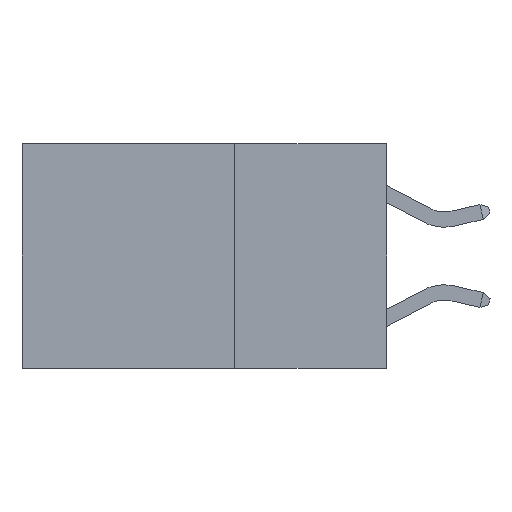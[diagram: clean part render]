
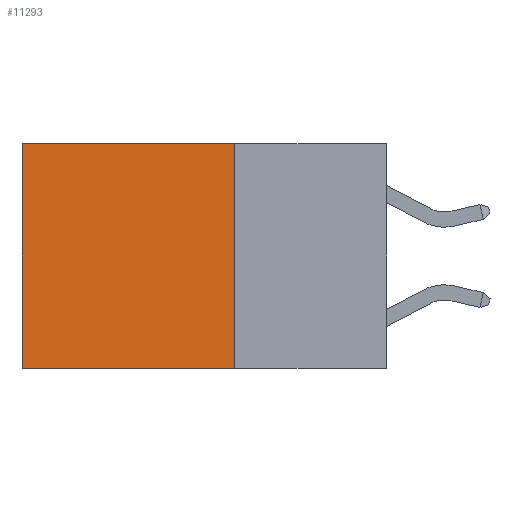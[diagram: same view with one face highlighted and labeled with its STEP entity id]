
A CAD part, left-side view. The second image highlights one B-rep face of the part: STEP entity #11293.
In plain terms, the highlighted planar face has unit normal (-1, 0, 0).
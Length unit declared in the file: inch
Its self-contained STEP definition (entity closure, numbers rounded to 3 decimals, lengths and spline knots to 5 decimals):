
#348 = CARTESIAN_POINT ( 'NONE',  ( 0.2625, 0.25, 0. ) ) ;
#364 = CARTESIAN_POINT ( 'NONE',  ( 0.2625, 0.25, -0.37 ) ) ;
#674 = CARTESIAN_POINT ( 'NONE',  ( 0.2625, 0.25, 0. ) ) ;
#842 = LINE ( 'NONE', #9059, #10428 ) ;
#1724 = DIRECTION ( 'NONE',  ( 0., 0., -1. ) ) ;
#1931 = ORIENTED_EDGE ( 'NONE', *, *, #7390, .F. ) ;
#2070 = ORIENTED_EDGE ( 'NONE', *, *, #5421, .T. ) ;
#2206 = DIRECTION ( 'NONE',  ( 0., 1., 0. ) ) ;
#2208 = LINE ( 'NONE', #348, #6817 ) ;
#2297 = EDGE_LOOP ( 'NONE', ( #9601, #11102, #1931, #2070 ) ) ;
#2885 = LINE ( 'NONE', #6799, #3185 ) ;
#3185 = VECTOR ( 'NONE', #7004, 39.37008 ) ;
#3606 = VERTEX_POINT ( 'NONE', #8852 ) ;
#3641 = EDGE_CURVE ( 'NONE', #9379, #6380, #9790, .T. ) ;
#4312 = DIRECTION ( 'NONE',  ( 1., 0., 0. ) ) ;
#5421 = EDGE_CURVE ( 'NONE', #11357, #3606, #2208, .T. ) ;
#6380 = VERTEX_POINT ( 'NONE', #11878 ) ;
#6799 = CARTESIAN_POINT ( 'NONE',  ( 0.2625, 0.25, 0. ) ) ;
#6817 = VECTOR ( 'NONE', #2206, 39.37008 ) ;
#7004 = DIRECTION ( 'NONE',  ( 0., 0., -1. ) ) ;
#7010 = CARTESIAN_POINT ( 'NONE',  ( 0.2625, 0.25, 0. ) ) ;
#7085 = FACE_OUTER_BOUND ( 'NONE', #2297, .T. ) ;
#7390 = EDGE_CURVE ( 'NONE', #11357, #9379, #2885, .T. ) ;
#7539 = EDGE_CURVE ( 'NONE', #3606, #6380, #842, .T. ) ;
#7946 = DIRECTION ( 'NONE',  ( 0., 1., 0. ) ) ;
#8852 = CARTESIAN_POINT ( 'NONE',  ( 0.2625, 0.6, 0. ) ) ;
#9059 = CARTESIAN_POINT ( 'NONE',  ( 0.2625, 0.6, 0. ) ) ;
#9379 = VERTEX_POINT ( 'NONE', #364 ) ;
#9499 = VECTOR ( 'NONE', #7946, 39.37008 ) ;
#9601 = ORIENTED_EDGE ( 'NONE', *, *, #7539, .T. ) ;
#9790 = LINE ( 'NONE', #9837, #9499 ) ;
#9837 = CARTESIAN_POINT ( 'NONE',  ( 0.2625, 0.25, -0.37 ) ) ;
#9849 = PLANE ( 'NONE',  #11484 ) ;
#10428 = VECTOR ( 'NONE', #1724, 39.37008 ) ;
#10768 = DIRECTION ( 'NONE',  ( 0., 0., -1. ) ) ;
#11102 = ORIENTED_EDGE ( 'NONE', *, *, #3641, .F. ) ;
#11293 = ADVANCED_FACE ( 'NONE', ( #7085 ), #9849, .F. ) ;
#11357 = VERTEX_POINT ( 'NONE', #674 ) ;
#11484 = AXIS2_PLACEMENT_3D ( 'NONE', #7010, #4312, #10768 ) ;
#11878 = CARTESIAN_POINT ( 'NONE',  ( 0.2625, 0.6, -0.37 ) ) ;
